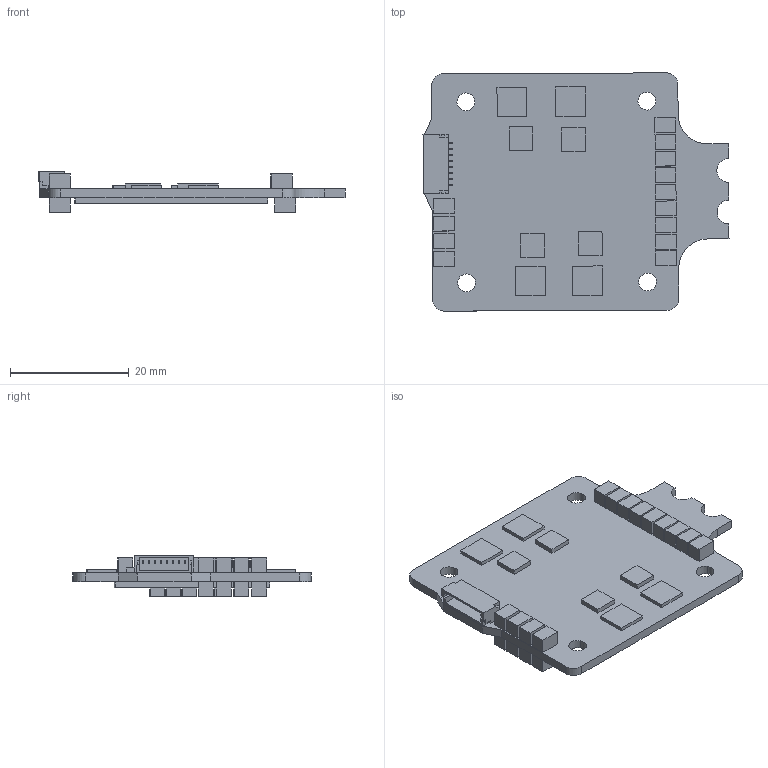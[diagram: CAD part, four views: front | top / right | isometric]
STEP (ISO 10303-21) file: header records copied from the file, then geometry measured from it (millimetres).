
FILE_DESCRIPTION(('CATIA V5 STEP Exchange'),'2;1');
FILE_NAME('Product_Holybro Tekko32 35A.stp','2019-03-08T14:43:01+00:00',('none'),('none'),'Version 5-6 Release 2013','CATIA V5 STEP AP203','none');
FILE_SCHEMA(('CONFIG_CONTROL_DESIGN'));
Length unit declared in the file: millimetre
Products named in the file (1): Product_Holybro Tekko32 35A.1
Assembly tree (2 placements, depth 2):
  Product_Holybro Tekko32 35A.1
    #58
    #6457
Bounding box: 51.57 x 40.15 x 6.9 mm (x, y, z)
Volume: 4186.5 mm3; surface area: 5026.4 mm2
Topology: 2 solids, 2 shells, 368 faces, 970 edges, 646 vertices
Faces by surface type: plane 352, cylinder 16
Entity records: 10583 total; most frequent: ORIENTED_EDGE 1940, CARTESIAN_POINT 1880, DIRECTION 1450, EDGE_CURVE 970, VECTOR 922, LINE 922, VERTEX_POINT 646, EDGE_LOOP 416
